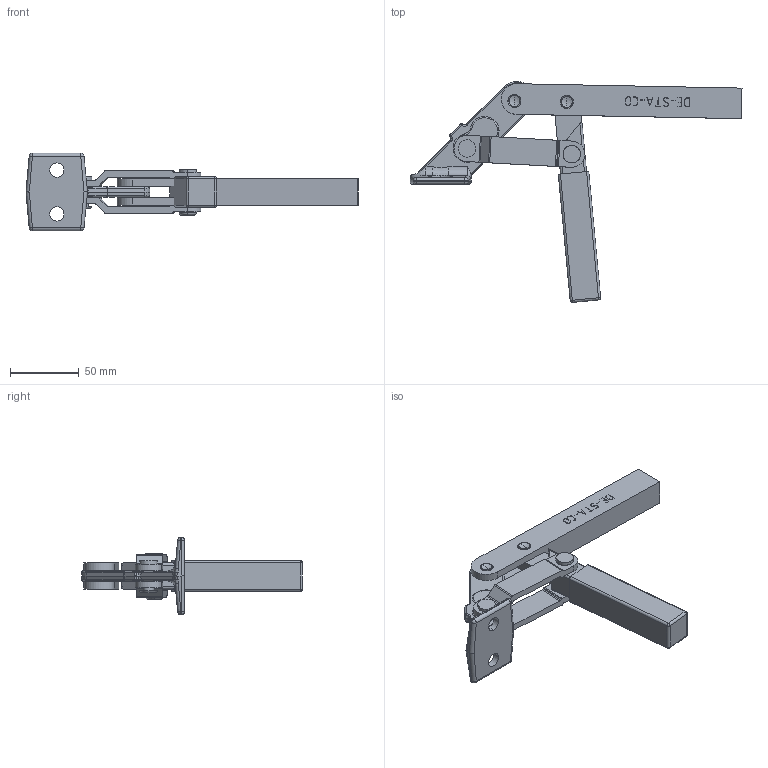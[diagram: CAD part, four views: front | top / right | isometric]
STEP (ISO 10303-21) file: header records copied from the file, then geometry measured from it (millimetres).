
FILE_DESCRIPTION((''),'2;1');
FILE_NAME('001_DESTACO_528_ASM','2020-05-13T',('SYSTEM'),(''),'PRO/ENGINEER BY PARAMETRIC TECHNOLOGY CORPORATION, 2016360','PRO/ENGINEER BY PARAMETRIC TECHNOLOGY CORPORATION, 2016360','');
FILE_SCHEMA(('AUTOMOTIVE_DESIGN { 1 0 10303 214 1 1 1 1 }'));
Length unit declared in the file: inch
Products named in the file (15): 527501_528101; 528_BASE_ASM; ROLLED_RIVET_MODEL__3125_X_1_15; KNURLED_BUSHINGS_527106; 528103; ROLLED_RIVET_MODEL__3125_X__75_; 528_LINK_ASM; 527301; KNURLED_BUSHINGS_527109; 528104; 528_LEVER_ASM; 670009_670009; 528102; 528_BAR_ASM; 001_DESTACO_528_ASM
Assembly tree (18 placements, depth 3):
  001_DESTACO_528_ASM
    528_BASE_ASM
      527501_528101
    528_LINK_ASM
      ROLLED_RIVET_MODEL__3125_X_1_15
      KNURLED_BUSHINGS_527106
      528103  x2
      ROLLED_RIVET_MODEL__3125_X__75_
    528_LEVER_ASM
      527301
      KNURLED_BUSHINGS_527109
      528104
      ROLLED_RIVET_MODEL__3125_X_1_15
    528_BAR_ASM
      670009_670009  x2
      KNURLED_BUSHINGS_527106
      528102
Bounding box: 241.2 x 160.46 x 56.39 mm (x, y, z)
Volume: 172603.3 mm3; surface area: 72099.6 mm2
Topology: 14 solids, 14 shells, 605 faces, 1519 edges, 946 vertices
Faces by surface type: plane 225, cylinder 154, extrusion 90, torus 42, cone 40, sphere 34, bspline 20
Entity records: 25078 total; most frequent: CARTESIAN_POINT 7270, ORIENTED_EDGE 2694, DIRECTION 2498, PRESENTATION_STYLE_ASSIGNMENT 1361, STYLED_ITEM 1357, CURVE_STYLE 1347, EDGE_CURVE 1347, AXIS2_PLACEMENT_3D 861
